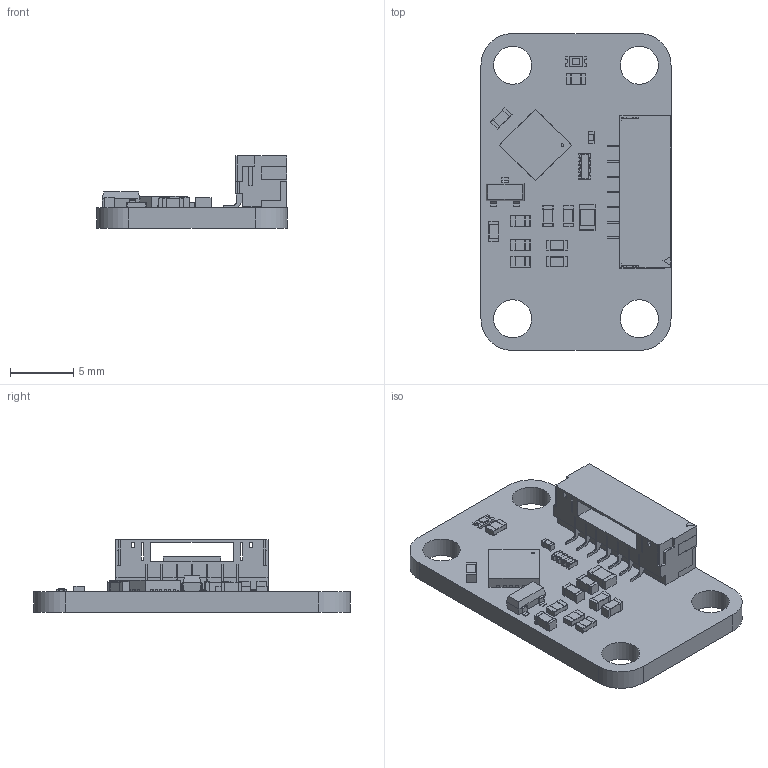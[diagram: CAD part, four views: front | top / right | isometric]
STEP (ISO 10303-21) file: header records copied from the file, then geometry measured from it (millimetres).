
FILE_DESCRIPTION(('FreeCAD Model'),'2;1');
FILE_NAME('hall-effect-v2-bricklet.step','2019-05-13T15:14:53',('kicad StepUp'),('ksu MCAD'), 'Open CASCADE STEP processor 7.3','FreeCAD','Unknown');
FILE_SCHEMA(('AUTOMOTIVE_DESIGN { 1 0 10303 214 1 1 1 1 }'));
Length unit declared in the file: millimetre
Products named in the file (24): hall-effect-v2; Board_Geoms; Pcb; Open CASCADE STEP translator 7.3 1.1.1.1; PCB_Sketch; Step_Models; Top; C1_C_0402_5B337714; C4_C_0603_5B337726; C5_C_0603_5B33772C; C6_C_0603_5B337732; D1_D_0603_blue_5B337738; P1_BrickletConn_7pin_5B337745; R1_R_0603_5B337759; R3_R_0603_5B33775F; RP1_Cut_5B33776B; U1_QFN-24_4x4mm_Pitch0.5mm_5B33778B; C2_C_0805_5C41BC8C; C3_C_0603_5C41BC95; C7_C_0603_5C41BCA7; C8_C_0603_5C41BCB1; R2_R_0603_5C41BCC7; R4_R_0603_5C41BCD1; U2_SOT23_5C41BCD2
Assembly tree (23 placements, depth 4):
  hall-effect-v2
    Board_Geoms
      Pcb
        Open CASCADE STEP translator 7.3 1.1.1.1
      PCB_Sketch
    Step_Models
      Top
        C1_C_0402_5B337714
        C4_C_0603_5B337726
        C5_C_0603_5B33772C
        C6_C_0603_5B337732
        D1_D_0603_blue_5B337738
        P1_BrickletConn_7pin_5B337745
        R1_R_0603_5B337759
        R3_R_0603_5B33775F
        RP1_Cut_5B33776B
        U1_QFN-24_4x4mm_Pitch0.5mm_5B33778B
        C2_C_0805_5C41BC8C
        C3_C_0603_5C41BC95
        C7_C_0603_5C41BCA7
        C8_C_0603_5C41BCB1
        R2_R_0603_5C41BCC7
        R4_R_0603_5C41BCD1
        U2_SOT23_5C41BCD2
Bounding box: 15 x 25 x 5.7 mm (x, y, z)
Volume: 665.3 mm3; surface area: 1447.3 mm2
Topology: 19 solids, 19 shells, 1164 faces, 3305 edges, 2170 vertices
Faces by surface type: plane 982, cylinder 182
Full cylindrical faces by diameter (mm): 3 x4
Entity records: 45784 total; most frequent: CARTESIAN_POINT 6663, ORIENTED_EDGE 6594, DIRECTION 6049, EDGE_CURVE 3297, LINE 2937, VECTOR 2937, VERTEX_POINT 2154, AXIS2_PLACEMENT_3D 1556
